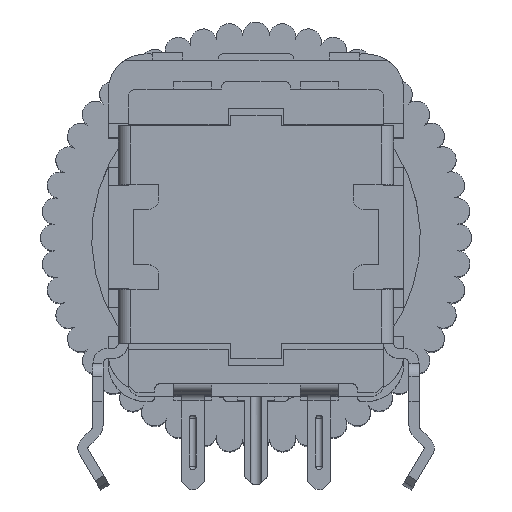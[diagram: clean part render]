
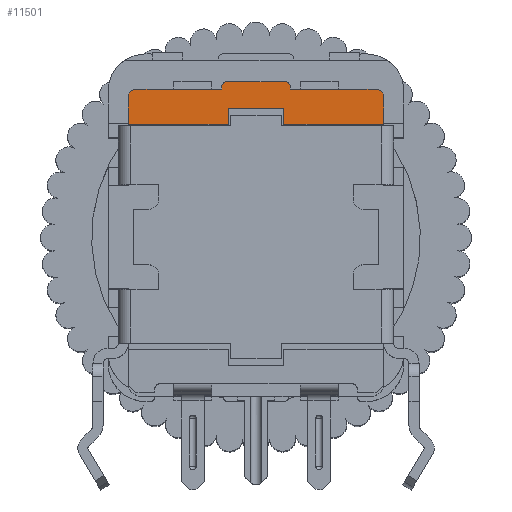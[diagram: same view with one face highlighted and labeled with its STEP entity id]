
A CAD part, top view. The second image highlights one B-rep face of the part: STEP entity #11501.
In plain terms, the highlighted face is planar.
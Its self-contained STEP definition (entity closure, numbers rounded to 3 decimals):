
#68 = EDGE_CURVE ( 'NONE', #14918, #5318, #17880, .T. ) ;
#226 = DIRECTION ( 'NONE',  ( 0., -1., 0. ) ) ;
#366 = VERTEX_POINT ( 'NONE', #30613 ) ;
#430 = CARTESIAN_POINT ( 'NONE',  ( -1.1, 0.4, -11.6 ) ) ;
#839 = CARTESIAN_POINT ( 'NONE',  ( -1.1, 0.4, -11.6 ) ) ;
#992 = EDGE_CURVE ( 'NONE', #22613, #4247, #21465, .T. ) ;
#1561 = LINE ( 'NONE', #18910, #21884 ) ;
#1962 = DIRECTION ( 'NONE',  ( 0., -1., 0. ) ) ;
#2331 = EDGE_CURVE ( 'NONE', #14105, #27206, #2627, .T. ) ;
#2577 = VECTOR ( 'NONE', #5408, 1000. ) ;
#2627 = LINE ( 'NONE', #24843, #12582 ) ;
#2684 = CIRCLE ( 'NONE', #16814, 0.2 ) ;
#2729 = EDGE_CURVE ( 'NONE', #27206, #16268, #12939, .T. ) ;
#2746 = EDGE_CURVE ( 'NONE', #21117, #25657, #31276, .T. ) ;
#2832 = EDGE_LOOP ( 'NONE', ( #21159, #20274, #21104, #20108, #10494, #25870, #28247, #7929, #7022, #7067, #3455, #21471, #4523, #13069, #26093, #9444 ) ) ;
#3027 = CARTESIAN_POINT ( 'NONE',  ( -4.75, 0.4, -12.05 ) ) ;
#3314 = AXIS2_PLACEMENT_3D ( 'NONE', #3027, #226, #29607 ) ;
#3455 = ORIENTED_EDGE ( 'NONE', *, *, #68, .F. ) ;
#4039 = VECTOR ( 'NONE', #27142, 1000. ) ;
#4147 = LINE ( 'NONE', #19964, #18256 ) ;
#4247 = VERTEX_POINT ( 'NONE', #10197 ) ;
#4523 = ORIENTED_EDGE ( 'NONE', *, *, #23415, .F. ) ;
#4563 = VERTEX_POINT ( 'NONE', #9113 ) ;
#4675 = CARTESIAN_POINT ( 'NONE',  ( -1.35, 0.4, -12.45 ) ) ;
#5286 = LINE ( 'NONE', #26804, #4039 ) ;
#5318 = VERTEX_POINT ( 'NONE', #22043 ) ;
#5408 = DIRECTION ( 'NONE',  ( 0., 0., -1. ) ) ;
#5480 = LINE ( 'NONE', #13533, #2577 ) ;
#5708 = DIRECTION ( 'NONE',  ( -1., 0., 0. ) ) ;
#5763 = DIRECTION ( 'NONE',  ( 1., 0., 0. ) ) ;
#5922 = CARTESIAN_POINT ( 'NONE',  ( -4.75, 0.4, -12.05 ) ) ;
#6155 = CARTESIAN_POINT ( 'NONE',  ( 4.75, 0.4, -12.05 ) ) ;
#6177 = DIRECTION ( 'NONE',  ( 0., 0., 1. ) ) ;
#6453 = VECTOR ( 'NONE', #27978, 1000. ) ;
#6514 = DIRECTION ( 'NONE',  ( 1., 0., 0. ) ) ;
#7022 = ORIENTED_EDGE ( 'NONE', *, *, #2746, .F. ) ;
#7067 = ORIENTED_EDGE ( 'NONE', *, *, #27706, .F. ) ;
#7929 = ORIENTED_EDGE ( 'NONE', *, *, #19425, .F. ) ;
#8602 = AXIS2_PLACEMENT_3D ( 'NONE', #20306, #30952, #12448 ) ;
#8946 = CARTESIAN_POINT ( 'NONE',  ( -1.1, 0.4, -10.95 ) ) ;
#9113 = CARTESIAN_POINT ( 'NONE',  ( 5.05, 0.4, -10.95 ) ) ;
#9444 = ORIENTED_EDGE ( 'NONE', *, *, #25259, .F. ) ;
#9684 = LINE ( 'NONE', #19689, #10124 ) ;
#10124 = VECTOR ( 'NONE', #30435, 1000. ) ;
#10197 = CARTESIAN_POINT ( 'NONE',  ( 1.35, 0.4, -12.45 ) ) ;
#10213 = CARTESIAN_POINT ( 'NONE',  ( -4.75, 0.4, -12.35 ) ) ;
#10494 = ORIENTED_EDGE ( 'NONE', *, *, #27431, .F. ) ;
#11138 = DIRECTION ( 'NONE',  ( 0., -1., 0. ) ) ;
#11462 = LINE ( 'NONE', #17406, #6453 ) ;
#11501 = ADVANCED_FACE ( 'NONE', ( #23814 ), #18665, .F. ) ;
#11506 = DIRECTION ( 'NONE',  ( -1., 0., 0. ) ) ;
#11935 = VECTOR ( 'NONE', #12164, 1000. ) ;
#12132 = VECTOR ( 'NONE', #23140, 1000. ) ;
#12164 = DIRECTION ( 'NONE',  ( 0., 0., -1. ) ) ;
#12448 = DIRECTION ( 'NONE',  ( -1., 0., 0. ) ) ;
#12582 = VECTOR ( 'NONE', #6514, 1000. ) ;
#12747 = CARTESIAN_POINT ( 'NONE',  ( -1.15, 0.4, -12.45 ) ) ;
#12939 = CIRCLE ( 'NONE', #13448, 0.3 ) ;
#13069 = ORIENTED_EDGE ( 'NONE', *, *, #18448, .F. ) ;
#13448 = AXIS2_PLACEMENT_3D ( 'NONE', #6155, #11138, #5708 ) ;
#13533 = CARTESIAN_POINT ( 'NONE',  ( -1.35, 0.4, -12.35 ) ) ;
#14105 = VERTEX_POINT ( 'NONE', #19390 ) ;
#14602 = CARTESIAN_POINT ( 'NONE',  ( 1.1, 0.4, -11.6 ) ) ;
#14672 = CARTESIAN_POINT ( 'NONE',  ( 1.15, 0.4, -12.65 ) ) ;
#14918 = VERTEX_POINT ( 'NONE', #29432 ) ;
#15126 = CARTESIAN_POINT ( 'NONE',  ( 4.75, 0.4, -12.35 ) ) ;
#15419 = EDGE_CURVE ( 'NONE', #17944, #366, #2684, .T. ) ;
#15670 = EDGE_CURVE ( 'NONE', #32474, #14918, #16736, .T. ) ;
#16087 = EDGE_CURVE ( 'NONE', #19431, #17944, #5480, .T. ) ;
#16268 = VERTEX_POINT ( 'NONE', #16620 ) ;
#16620 = CARTESIAN_POINT ( 'NONE',  ( 5.05, 0.4, -12.05 ) ) ;
#16736 = LINE ( 'NONE', #430, #28347 ) ;
#16814 = AXIS2_PLACEMENT_3D ( 'NONE', #12747, #1962, #20494 ) ;
#17034 = VERTEX_POINT ( 'NONE', #14602 ) ;
#17406 = CARTESIAN_POINT ( 'NONE',  ( -4.75, 0.4, -12.35 ) ) ;
#17880 = LINE ( 'NONE', #8946, #20347 ) ;
#17944 = VERTEX_POINT ( 'NONE', #4675 ) ;
#18256 = VECTOR ( 'NONE', #30825, 1000. ) ;
#18448 = EDGE_CURVE ( 'NONE', #22488, #17034, #28094, .T. ) ;
#18665 = PLANE ( 'NONE',  #3314 ) ;
#18910 = CARTESIAN_POINT ( 'NONE',  ( 5.05, 0.4, -12.05 ) ) ;
#19390 = CARTESIAN_POINT ( 'NONE',  ( 1.35, 0.4, -12.35 ) ) ;
#19425 = EDGE_CURVE ( 'NONE', #25657, #19431, #11462, .T. ) ;
#19431 = VERTEX_POINT ( 'NONE', #27634 ) ;
#19689 = CARTESIAN_POINT ( 'NONE',  ( 5.05, 0.4, -10.95 ) ) ;
#19964 = CARTESIAN_POINT ( 'NONE',  ( -5.05, 0.4, -10.95 ) ) ;
#20108 = ORIENTED_EDGE ( 'NONE', *, *, #992, .F. ) ;
#20274 = ORIENTED_EDGE ( 'NONE', *, *, #2331, .F. ) ;
#20306 = CARTESIAN_POINT ( 'NONE',  ( 1.15, 0.4, -12.45 ) ) ;
#20347 = VECTOR ( 'NONE', #11506, 1000. ) ;
#20494 = DIRECTION ( 'NONE',  ( -1., 0., 0. ) ) ;
#21104 = ORIENTED_EDGE ( 'NONE', *, *, #34069, .F. ) ;
#21117 = VERTEX_POINT ( 'NONE', #30976 ) ;
#21159 = ORIENTED_EDGE ( 'NONE', *, *, #2729, .F. ) ;
#21465 = CIRCLE ( 'NONE', #8602, 0.2 ) ;
#21471 = ORIENTED_EDGE ( 'NONE', *, *, #15670, .F. ) ;
#21884 = VECTOR ( 'NONE', #6177, 1000. ) ;
#22043 = CARTESIAN_POINT ( 'NONE',  ( -5.05, 0.4, -10.95 ) ) ;
#22488 = VERTEX_POINT ( 'NONE', #32869 ) ;
#22613 = VERTEX_POINT ( 'NONE', #14672 ) ;
#22707 = CARTESIAN_POINT ( 'NONE',  ( 1.1, 0.4, -10.95 ) ) ;
#23140 = DIRECTION ( 'NONE',  ( 0., 0., 1. ) ) ;
#23415 = EDGE_CURVE ( 'NONE', #17034, #32474, #5286, .T. ) ;
#23814 = FACE_OUTER_BOUND ( 'NONE', #2832, .T. ) ;
#24221 = DIRECTION ( 'NONE',  ( -1., 0., 0. ) ) ;
#24843 = CARTESIAN_POINT ( 'NONE',  ( 1.35, 0.4, -12.35 ) ) ;
#25259 = EDGE_CURVE ( 'NONE', #16268, #4563, #1561, .T. ) ;
#25657 = VERTEX_POINT ( 'NONE', #10213 ) ;
#25870 = ORIENTED_EDGE ( 'NONE', *, *, #15419, .F. ) ;
#26093 = ORIENTED_EDGE ( 'NONE', *, *, #31257, .F. ) ;
#26804 = CARTESIAN_POINT ( 'NONE',  ( 1.1, 0.4, -11.6 ) ) ;
#27142 = DIRECTION ( 'NONE',  ( -1., 0., 0. ) ) ;
#27206 = VERTEX_POINT ( 'NONE', #15126 ) ;
#27431 = EDGE_CURVE ( 'NONE', #366, #22613, #33753, .T. ) ;
#27634 = CARTESIAN_POINT ( 'NONE',  ( -1.35, 0.4, -12.35 ) ) ;
#27706 = EDGE_CURVE ( 'NONE', #5318, #21117, #4147, .T. ) ;
#27978 = DIRECTION ( 'NONE',  ( 1., 0., 0. ) ) ;
#28094 = LINE ( 'NONE', #22707, #11935 ) ;
#28247 = ORIENTED_EDGE ( 'NONE', *, *, #16087, .F. ) ;
#28347 = VECTOR ( 'NONE', #29579, 1000. ) ;
#29432 = CARTESIAN_POINT ( 'NONE',  ( -1.1, 0.4, -10.95 ) ) ;
#29477 = DIRECTION ( 'NONE',  ( 0., -1., 0. ) ) ;
#29579 = DIRECTION ( 'NONE',  ( 0., 0., 1. ) ) ;
#29607 = DIRECTION ( 'NONE',  ( 0., 0., -1. ) ) ;
#30435 = DIRECTION ( 'NONE',  ( -1., 0., 0. ) ) ;
#30613 = CARTESIAN_POINT ( 'NONE',  ( -1.15, 0.4, -12.65 ) ) ;
#30825 = DIRECTION ( 'NONE',  ( 0., 0., -1. ) ) ;
#30952 = DIRECTION ( 'NONE',  ( 0., -1., 0. ) ) ;
#30976 = CARTESIAN_POINT ( 'NONE',  ( -5.05, 0.4, -12.05 ) ) ;
#31129 = CARTESIAN_POINT ( 'NONE',  ( 1.35, 0.4, -12.45 ) ) ;
#31220 = VECTOR ( 'NONE', #5763, 1000. ) ;
#31257 = EDGE_CURVE ( 'NONE', #4563, #22488, #9684, .T. ) ;
#31276 = CIRCLE ( 'NONE', #32389, 0.3 ) ;
#32004 = CARTESIAN_POINT ( 'NONE',  ( -1.15, 0.4, -12.65 ) ) ;
#32146 = LINE ( 'NONE', #31129, #12132 ) ;
#32389 = AXIS2_PLACEMENT_3D ( 'NONE', #5922, #29477, #24221 ) ;
#32474 = VERTEX_POINT ( 'NONE', #839 ) ;
#32869 = CARTESIAN_POINT ( 'NONE',  ( 1.1, 0.4, -10.95 ) ) ;
#33753 = LINE ( 'NONE', #32004, #31220 ) ;
#34069 = EDGE_CURVE ( 'NONE', #4247, #14105, #32146, .T. ) ;
